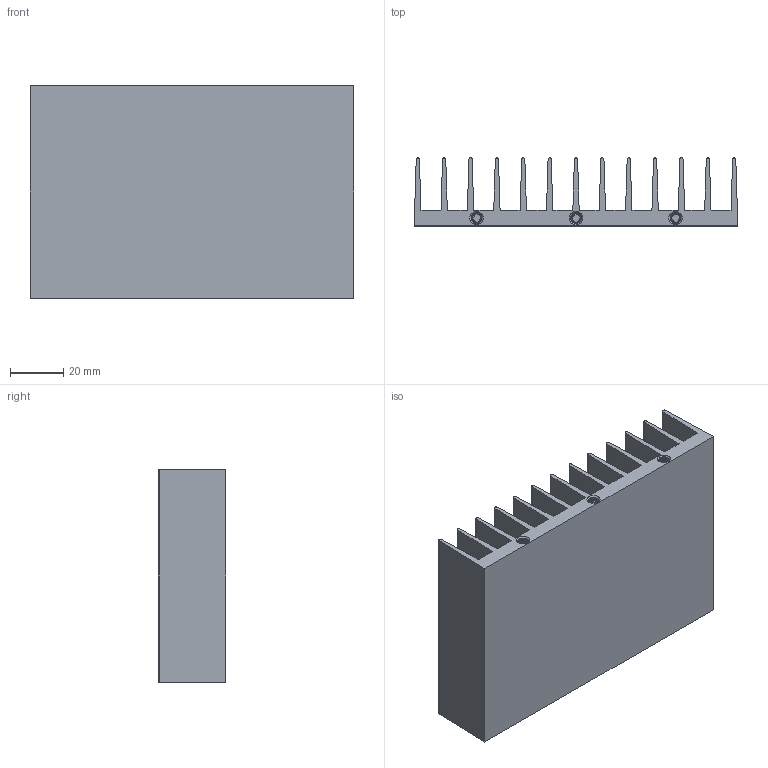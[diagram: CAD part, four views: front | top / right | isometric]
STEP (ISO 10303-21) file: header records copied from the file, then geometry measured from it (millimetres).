
FILE_DESCRIPTION (( 'STEP AP214' ), '1' );
FILE_NAME ('Ðàäèàòîð 122õ80.STEP', '2023-06-20T12:08:43', ( '' ), ( '' ), 'SwSTEP 2.0', 'SolidWorks 2021', '' );
FILE_SCHEMA (( 'AUTOMOTIVE_DESIGN' ));
Length unit declared in the file: millimetre
Products named in the file (1): Ðàäèàòîð 122õ80
Bounding box: 122 x 25.6 x 80 mm (x, y, z)
Volume: 92606.7 mm3; surface area: 62966.2 mm2
Topology: 1 solids, 1 shells, 207 faces, 594 edges, 392 vertices
Faces by surface type: cylinder 139, plane 44, bspline 18, cone 6
Entity records: 25938 total; most frequent: CARTESIAN_POINT 21210, ORIENTED_EDGE 1188, DIRECTION 733, EDGE_CURVE 594, VERTEX_POINT 392, LINE 259, VECTOR 259, AXIS2_PLACEMENT_3D 237
